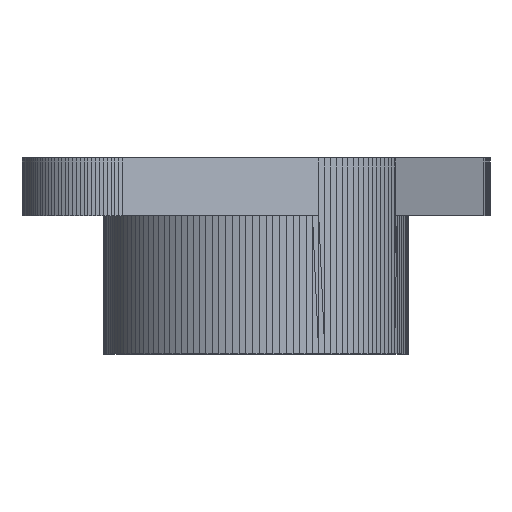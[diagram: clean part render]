
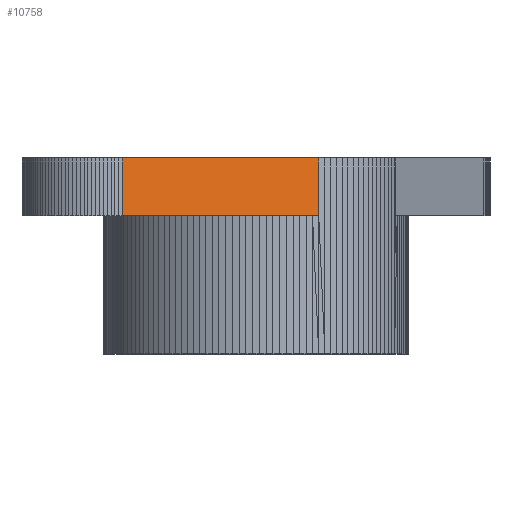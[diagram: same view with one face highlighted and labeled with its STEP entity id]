
A CAD part, left-side view. The second image highlights one B-rep face of the part: STEP entity #10758.
In plain terms, the highlighted planar face has unit normal (-0.912, -0.411, 0).
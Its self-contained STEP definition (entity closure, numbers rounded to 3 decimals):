
#32 = PLANE('',#33);
#33 = AXIS2_PLACEMENT_3D('',#34,#35,#36);
#34 = CARTESIAN_POINT('',(28.5,12.185,10.2
    ));
#35 = DIRECTION('',(0.,0.,1.));
#36 = DIRECTION('',(0.,1.,0.));
#3333 = VERTEX_POINT('',#3334);
#3334 = CARTESIAN_POINT('',(16.641,19.15,
    10.2));
#3348 = PLANE('',#3349);
#3349 = AXIS2_PLACEMENT_3D('',#3350,#3351,#3352);
#3350 = CARTESIAN_POINT('',(16.602,19.244,
    8.7));
#3351 = DIRECTION('',(-0.923,-0.386,-0.));
#3352 = DIRECTION('',(0.386,-0.923,0.));
#3360 = EDGE_CURVE('',#3333,#3361,#3363,.T.);
#3361 = VERTEX_POINT('',#3362);
#3362 = CARTESIAN_POINT('',(21.252,8.919,
    10.2));
#3363 = SURFACE_CURVE('',#3364,(#3368,#3375),.PCURVE_S1.);
#3364 = LINE('',#3365,#3366);
#3365 = CARTESIAN_POINT('',(16.641,19.15,
    10.2));
#3366 = VECTOR('',#3367,1.);
#3367 = DIRECTION('',(0.411,-0.912,0.));
#3368 = PCURVE('',#32,#3369);
#3369 = DEFINITIONAL_REPRESENTATION('',(#3370),#3374);
#3370 = LINE('',#3371,#3372);
#3371 = CARTESIAN_POINT('',(6.965,11.859));
#3372 = VECTOR('',#3373,1.);
#3373 = DIRECTION('',(-0.912,-0.411));
#3374 = ( GEOMETRIC_REPRESENTATION_CONTEXT(2) 
PARAMETRIC_REPRESENTATION_CONTEXT() REPRESENTATION_CONTEXT('2D SPACE',''
  ) );
#3375 = PCURVE('',#3376,#3381);
#3376 = PLANE('',#3377);
#3377 = AXIS2_PLACEMENT_3D('',#3378,#3379,#3380);
#3378 = CARTESIAN_POINT('',(18.947,14.035,
    8.7));
#3379 = DIRECTION('',(-0.912,-0.411,-0.));
#3380 = DIRECTION('',(0.411,-0.912,0.));
#3381 = DEFINITIONAL_REPRESENTATION('',(#3382),#3386);
#3382 = LINE('',#3383,#3384);
#3383 = CARTESIAN_POINT('',(-5.611,1.5));
#3384 = VECTOR('',#3385,1.);
#3385 = DIRECTION('',(1.,0.));
#3386 = ( GEOMETRIC_REPRESENTATION_CONTEXT(2) 
PARAMETRIC_REPRESENTATION_CONTEXT() REPRESENTATION_CONTEXT('2D SPACE',''
  ) );
#3404 = PLANE('',#3405);
#3405 = AXIS2_PLACEMENT_3D('',#3406,#3407,#3408);
#3406 = CARTESIAN_POINT('',(21.355,8.704,
    5.186));
#3407 = DIRECTION('',(-0.902,-0.431,-0.));
#3408 = DIRECTION('',(0.431,-0.902,0.));
#10655 = EDGE_CURVE('',#3361,#10656,#10658,.T.);
#10656 = VERTEX_POINT('',#10657);
#10657 = CARTESIAN_POINT('',(21.252,8.919,
    7.2));
#10658 = SURFACE_CURVE('',#10659,(#10663,#10670),.PCURVE_S1.);
#10659 = LINE('',#10660,#10661);
#10660 = CARTESIAN_POINT('',(21.252,8.919,
    10.2));
#10661 = VECTOR('',#10662,1.);
#10662 = DIRECTION('',(0.,0.,-1.));
#10663 = PCURVE('',#3404,#10664);
#10664 = DEFINITIONAL_REPRESENTATION('',(#10665),#10669);
#10665 = LINE('',#10666,#10667);
#10666 = CARTESIAN_POINT('',(-0.238,5.014));
#10667 = VECTOR('',#10668,1.);
#10668 = DIRECTION('',(0.,-1.));
#10669 = ( GEOMETRIC_REPRESENTATION_CONTEXT(2) 
PARAMETRIC_REPRESENTATION_CONTEXT() REPRESENTATION_CONTEXT('2D SPACE',''
  ) );
#10670 = PCURVE('',#3376,#10671);
#10671 = DEFINITIONAL_REPRESENTATION('',(#10672),#10676);
#10672 = LINE('',#10673,#10674);
#10673 = CARTESIAN_POINT('',(5.611,1.5));
#10674 = VECTOR('',#10675,1.);
#10675 = DIRECTION('',(0.,-1.));
#10676 = ( GEOMETRIC_REPRESENTATION_CONTEXT(2) 
PARAMETRIC_REPRESENTATION_CONTEXT() REPRESENTATION_CONTEXT('2D SPACE',''
  ) );
#10758 = ADVANCED_FACE('',(#10759),#3376,.T.);
#10759 = FACE_BOUND('',#10760,.T.);
#10760 = EDGE_LOOP('',(#10761,#10762,#10763,#10786));
#10761 = ORIENTED_EDGE('',*,*,#10655,.F.);
#10762 = ORIENTED_EDGE('',*,*,#3360,.F.);
#10763 = ORIENTED_EDGE('',*,*,#10764,.F.);
#10764 = EDGE_CURVE('',#10765,#3333,#10767,.T.);
#10765 = VERTEX_POINT('',#10766);
#10766 = CARTESIAN_POINT('',(16.641,19.15,
    7.2));
#10767 = SURFACE_CURVE('',#10768,(#10772,#10779),.PCURVE_S1.);
#10768 = LINE('',#10769,#10770);
#10769 = CARTESIAN_POINT('',(16.641,19.15,
    7.2));
#10770 = VECTOR('',#10771,1.);
#10771 = DIRECTION('',(0.,0.,1.));
#10772 = PCURVE('',#3376,#10773);
#10773 = DEFINITIONAL_REPRESENTATION('',(#10774),#10778);
#10774 = LINE('',#10775,#10776);
#10775 = CARTESIAN_POINT('',(-5.611,-1.5));
#10776 = VECTOR('',#10777,1.);
#10777 = DIRECTION('',(0.,1.));
#10778 = ( GEOMETRIC_REPRESENTATION_CONTEXT(2) 
PARAMETRIC_REPRESENTATION_CONTEXT() REPRESENTATION_CONTEXT('2D SPACE',''
  ) );
#10779 = PCURVE('',#3348,#10780);
#10780 = DEFINITIONAL_REPRESENTATION('',(#10781),#10785);
#10781 = LINE('',#10782,#10783);
#10782 = CARTESIAN_POINT('',(0.102,-1.5));
#10783 = VECTOR('',#10784,1.);
#10784 = DIRECTION('',(0.,1.));
#10785 = ( GEOMETRIC_REPRESENTATION_CONTEXT(2) 
PARAMETRIC_REPRESENTATION_CONTEXT() REPRESENTATION_CONTEXT('2D SPACE',''
  ) );
#10786 = ORIENTED_EDGE('',*,*,#10787,.F.);
#10787 = EDGE_CURVE('',#10656,#10765,#10788,.T.);
#10788 = SURFACE_CURVE('',#10789,(#10793,#10800),.PCURVE_S1.);
#10789 = LINE('',#10790,#10791);
#10790 = CARTESIAN_POINT('',(21.252,8.919,
    7.2));
#10791 = VECTOR('',#10792,1.);
#10792 = DIRECTION('',(-0.411,0.912,0.));
#10793 = PCURVE('',#3376,#10794);
#10794 = DEFINITIONAL_REPRESENTATION('',(#10795),#10799);
#10795 = LINE('',#10796,#10797);
#10796 = CARTESIAN_POINT('',(5.611,-1.5));
#10797 = VECTOR('',#10798,1.);
#10798 = DIRECTION('',(-1.,0.));
#10799 = ( GEOMETRIC_REPRESENTATION_CONTEXT(2) 
PARAMETRIC_REPRESENTATION_CONTEXT() REPRESENTATION_CONTEXT('2D SPACE',''
  ) );
#10800 = PCURVE('',#10801,#10806);
#10801 = PLANE('',#10802);
#10802 = AXIS2_PLACEMENT_3D('',#10803,#10804,#10805);
#10803 = CARTESIAN_POINT('',(22.463,18.223,
    7.2));
#10804 = DIRECTION('',(0.,0.,-1.));
#10805 = DIRECTION('',(-1.,0.,0.));
#10806 = DEFINITIONAL_REPRESENTATION('',(#10807),#10811);
#10807 = LINE('',#10808,#10809);
#10808 = CARTESIAN_POINT('',(1.211,-9.303));
#10809 = VECTOR('',#10810,1.);
#10810 = DIRECTION('',(0.411,0.912));
#10811 = ( GEOMETRIC_REPRESENTATION_CONTEXT(2) 
PARAMETRIC_REPRESENTATION_CONTEXT() REPRESENTATION_CONTEXT('2D SPACE',''
  ) );
